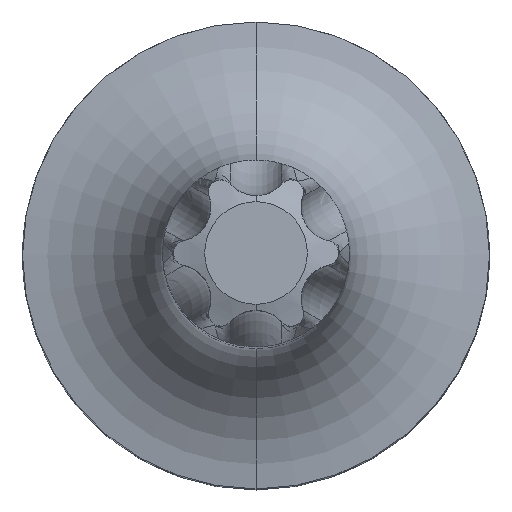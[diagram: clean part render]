
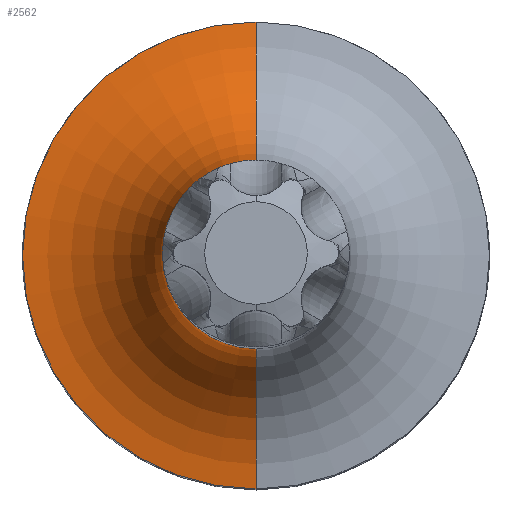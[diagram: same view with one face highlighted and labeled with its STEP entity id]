
A CAD part, top view. The second image highlights one B-rep face of the part: STEP entity #2562.
In plain terms, the highlighted toroidal (fillet/blend) face has major radius 13 mm and minor radius 8 mm.
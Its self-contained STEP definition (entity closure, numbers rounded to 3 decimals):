
#554=CARTESIAN_POINT('',(0.,13.,42.984));
#555=DIRECTION('',(-1.,0.,0.));
#556=DIRECTION('',(0.,-0.063,-0.998));
#557=AXIS2_PLACEMENT_3D('',#554,#555,#556);
#562=CARTESIAN_POINT('',(0.,-13.,42.984));
#563=DIRECTION('',(1.,0.,0.));
#564=DIRECTION('',(0.,0.063,-0.998));
#565=AXIS2_PLACEMENT_3D('',#562,#563,#564);
#570=CARTESIAN_POINT('',(0.,0.,35.));
#571=DIRECTION('',(0.,0.,1.));
#572=DIRECTION('',(0.,1.,0.));
#573=AXIS2_PLACEMENT_3D('',#570,#571,#572);
#919=CARTESIAN_POINT('',(0.,0.,42.984));
#920=DIRECTION('',(0.,0.,1.));
#921=DIRECTION('',(0.,1.,0.));
#922=AXIS2_PLACEMENT_3D('',#919,#920,#921);
#2061=CARTESIAN_POINT('',(0.,12.5,35.));
#2063=VERTEX_POINT('',#2061);
#2065=CARTESIAN_POINT('',(0.,-12.5,35.));
#2067=VERTEX_POINT('',#2065);
#2080=CARTESIAN_POINT('',(0.,5.,42.984));
#2081=VERTEX_POINT('',#2080);
#2082=CARTESIAN_POINT('',(0.,-5.,42.984));
#2083=VERTEX_POINT('',#2082);
#2548=CARTESIAN_POINT('',(0.,0.,42.984));
#2549=DIRECTION('',(0.,0.,-1.));
#2550=DIRECTION('',(0.,-1.,0.));
#2551=AXIS2_PLACEMENT_3D('',#2548,#2549,#2550);
#2552=TOROIDAL_SURFACE('',#2551,13.,8.);
#2554=ORIENTED_EDGE('',*,*,#2553,.T.);
#2556=ORIENTED_EDGE('',*,*,#2555,.T.);
#2558=ORIENTED_EDGE('',*,*,#2557,.F.);
#2559=ORIENTED_EDGE('',*,*,#2516,.F.);
#2560=EDGE_LOOP('',(#2554,#2556,#2558,#2559));
#2561=FACE_OUTER_BOUND('',#2560,.F.);
#2562=ADVANCED_FACE('',(#2561),#2552,.F.);
#558=CIRCLE('',#557,8.);
#566=CIRCLE('',#565,8.);
#574=CIRCLE('',#573,12.5);
#923=CIRCLE('',#922,5.);
#2516=EDGE_CURVE('',#2063,#2067,#574,.T.);
#2553=EDGE_CURVE('',#2063,#2081,#558,.T.);
#2555=EDGE_CURVE('',#2081,#2083,#923,.T.);
#2557=EDGE_CURVE('',#2067,#2083,#566,.T.);
